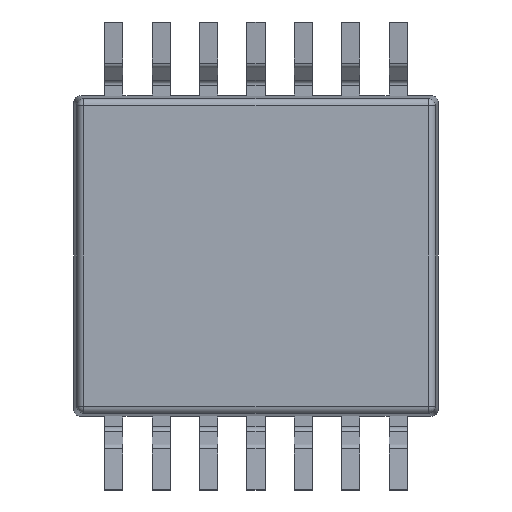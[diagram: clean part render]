
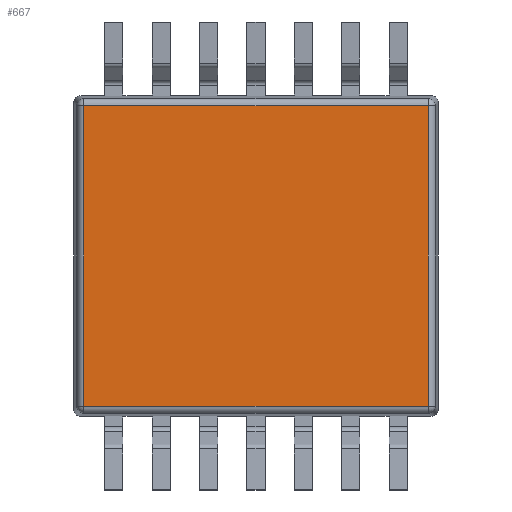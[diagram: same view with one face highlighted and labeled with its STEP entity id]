
A CAD part, front view. The second image highlights one B-rep face of the part: STEP entity #667.
In plain terms, the highlighted planar face has unit normal (0, -1, 0).
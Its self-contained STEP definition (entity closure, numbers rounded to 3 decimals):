
#667 = ADVANCED_FACE('',(#668),#702,.T.);
#668 = FACE_BOUND('',#669,.T.);
#669 = EDGE_LOOP('',(#670,#680,#688,#696));
#670 = ORIENTED_EDGE('',*,*,#671,.T.);
#671 = EDGE_CURVE('',#672,#674,#676,.T.);
#672 = VERTEX_POINT('',#673);
#673 = CARTESIAN_POINT('',(-2.36,0.1,2.06));
#674 = VERTEX_POINT('',#675);
#675 = CARTESIAN_POINT('',(-2.36,0.1,-2.06));
#676 = LINE('',#677,#678);
#677 = CARTESIAN_POINT('',(-2.36,0.1,0.));
#678 = VECTOR('',#679,1.);
#679 = DIRECTION('',(-0.,-0.,-1.));
#680 = ORIENTED_EDGE('',*,*,#681,.T.);
#681 = EDGE_CURVE('',#674,#682,#684,.T.);
#682 = VERTEX_POINT('',#683);
#683 = CARTESIAN_POINT('',(2.36,0.1,-2.06));
#684 = LINE('',#685,#686);
#685 = CARTESIAN_POINT('',(-0.,0.1,-2.06));
#686 = VECTOR('',#687,1.);
#687 = DIRECTION('',(1.,-0.,-0.));
#688 = ORIENTED_EDGE('',*,*,#689,.T.);
#689 = EDGE_CURVE('',#682,#690,#692,.T.);
#690 = VERTEX_POINT('',#691);
#691 = CARTESIAN_POINT('',(2.36,0.1,2.06));
#692 = LINE('',#693,#694);
#693 = CARTESIAN_POINT('',(2.36,0.1,0.));
#694 = VECTOR('',#695,1.);
#695 = DIRECTION('',(-0.,-0.,1.));
#696 = ORIENTED_EDGE('',*,*,#697,.T.);
#697 = EDGE_CURVE('',#690,#672,#698,.T.);
#698 = LINE('',#699,#700);
#699 = CARTESIAN_POINT('',(-0.,0.1,2.06));
#700 = VECTOR('',#701,1.);
#701 = DIRECTION('',(-1.,-0.,-0.));
#702 = PLANE('',#703);
#703 = AXIS2_PLACEMENT_3D('',#704,#705,#706);
#704 = CARTESIAN_POINT('',(0.,0.1,0.));
#705 = DIRECTION('',(0.,-1.,0.));
#706 = DIRECTION('',(0.,-0.,-1.));
